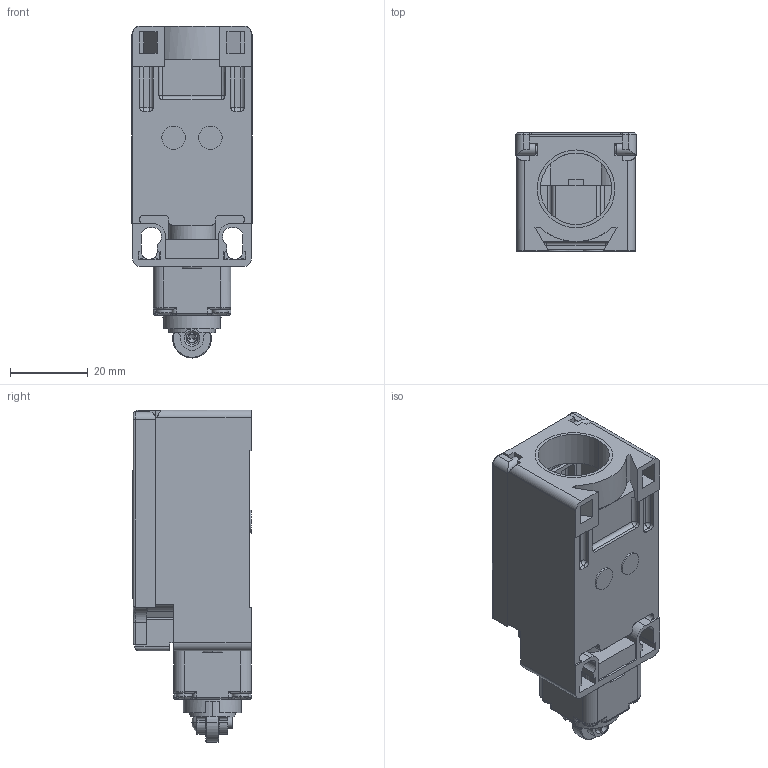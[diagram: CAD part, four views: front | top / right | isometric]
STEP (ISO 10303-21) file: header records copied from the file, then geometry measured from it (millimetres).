
FILE_DESCRIPTION((''),'2;1');
FILE_NAME('212895_ASM','2019-12-23T10:14:03',('PDMAdmin'),('BANNER ENGINEERING'),'CREO PARAMETRIC BY PTC INC, 2019292','CREO PARAMETRIC BY PTC INC, 2019292','');
FILE_SCHEMA(('CONFIG_CONTROL_DESIGN'));
Length unit declared in the file: millimetre
Products named in the file (17): SI-LS31LE11X_0001; SI-LS31RC10X_HSG; SI-LS31RC10X_CVR; SI-LS31RC10X_CVR_GAS; SI-LS31RC10X_CVR_ASM_ASM; SI-LS31RC10X_LABEL; SI-LS31RC10X_ROLLER_0001; SI-LS31RC10X_BODY_ASM_ASM; SI-LS31RC10_HEAD_BASE; SI-LS31RC10_HEAD_001; SI-LS31RC10_ROLLER; SI-LS31RC10_RIVOT; SI-LS31RC10X_SCREW; SI-LS31RC10X_HEAD_ASM_ASM; I88-RIWK_ASM_ASM; 93020_ASM; 212895_ASM
Assembly tree (19 placements, depth 6):
  212895_ASM
    93020_ASM
      I88-RIWK_ASM_ASM
        SI-LS31RC10X_BODY_ASM_ASM
          SI-LS31LE11X_0001
          SI-LS31RC10X_HSG
          SI-LS31RC10X_CVR_ASM_ASM
            SI-LS31RC10X_CVR
            SI-LS31RC10X_CVR_GAS
          SI-LS31RC10X_LABEL
          SI-LS31RC10X_ROLLER_0001
        SI-LS31RC10X_HEAD_ASM_ASM
          SI-LS31RC10_HEAD_BASE
          SI-LS31RC10_HEAD_001
          SI-LS31RC10_ROLLER
          SI-LS31RC10_RIVOT
          SI-LS31RC10X_SCREW  x4
Bounding box: 31 x 30.5 x 85.5 mm (x, y, z)
Volume: 29152 mm3; surface area: 33306.7 mm2
Topology: 14 solids, 19 shells, 1317 faces, 3427 edges, 2110 vertices
Faces by surface type: plane 691, cylinder 396, cone 77, torus 73, sphere 70, bspline 10
Entity records: 36106 total; most frequent: CARTESIAN_POINT 7018, DIRECTION 6321, ORIENTED_EDGE 5874, EDGE_CURVE 2941, AXIS2_PLACEMENT_3D 2276, VERTEX_POINT 1873, VECTOR 1769, LINE 1769
